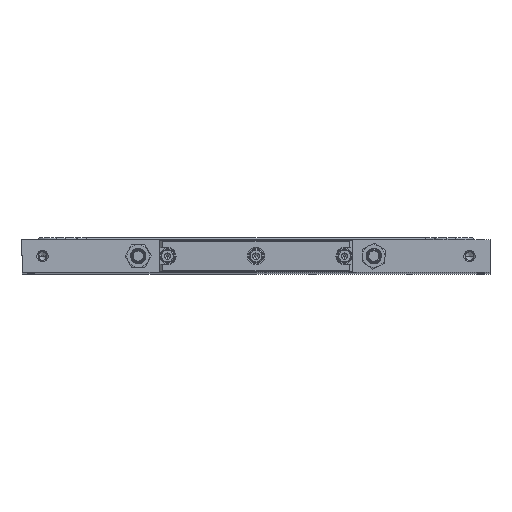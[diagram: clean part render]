
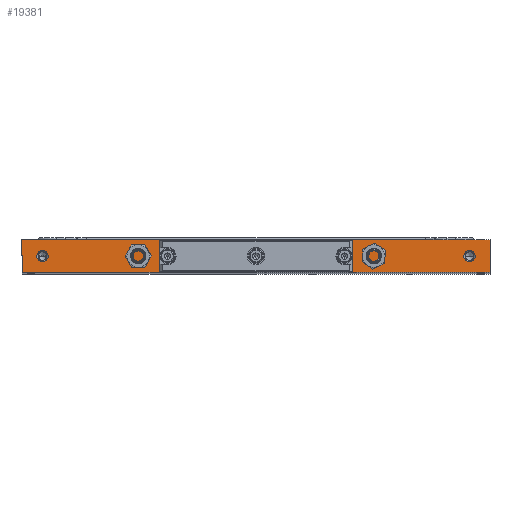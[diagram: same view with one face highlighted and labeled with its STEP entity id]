
A CAD part, top view. The second image highlights one B-rep face of the part: STEP entity #19381.
In plain terms, the highlighted planar face has unit normal (0, 0, 1).
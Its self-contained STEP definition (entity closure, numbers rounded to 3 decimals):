
#5118 = CARTESIAN_POINT ( 'NONE',  ( 228.5, 16., 0. ) ) ;
#5135 = DIRECTION ( 'NONE',  ( 1., 0., 0. ) ) ;
#5136 = DIRECTION ( 'NONE',  ( 0., 0., 1. ) ) ;
#5137 = CARTESIAN_POINT ( 'NONE',  ( 208.5, 0., 0. ) ) ;
#5138 = AXIS2_PLACEMENT_3D ( 'NONE', #5137, #5136, #5135 ) ;
#5139 = CIRCLE ( 'NONE', #5138, 5.5 ) ;
#5151 = CARTESIAN_POINT ( 'NONE',  ( -208.5, 0., 0. ) ) ;
#5152 = CARTESIAN_POINT ( 'NONE',  ( -214., 0., 0. ) ) ;
#5153 = CARTESIAN_POINT ( 'NONE',  ( -203., 0., 0. ) ) ;
#5154 = DIRECTION ( 'NONE',  ( 1., 0., 0. ) ) ;
#5155 = DIRECTION ( 'NONE',  ( 0., 0., 1. ) ) ;
#5156 = AXIS2_PLACEMENT_3D ( 'NONE', #5151, #5155, #5154 ) ;
#5157 = CIRCLE ( 'NONE', #5156, 5.5 ) ;
#5234 = CARTESIAN_POINT ( 'NONE',  ( 214., 0., 0. ) ) ;
#5280 = CARTESIAN_POINT ( 'NONE',  ( -228.5, 16., 0. ) ) ;
#5427 = LINE ( 'NONE', #5566, #5565 ) ;
#5564 = DIRECTION ( 'NONE',  ( 1., 0., 0. ) ) ;
#5565 = VECTOR ( 'NONE', #5564, 1000. ) ;
#5566 = CARTESIAN_POINT ( 'NONE',  ( -228.5, 16., 0. ) ) ;
#5606 = CARTESIAN_POINT ( 'NONE',  ( 203., 0., 0. ) ) ;
#10771 = DIRECTION ( 'NONE',  ( 0., -1., 0. ) ) ;
#10772 = VECTOR ( 'NONE', #10771, 1000. ) ;
#10773 = CARTESIAN_POINT ( 'NONE',  ( -228.5, -16.3, 0. ) ) ;
#10775 = LINE ( 'NONE', #10773, #10772 ) ;
#11046 = DIRECTION ( 'NONE',  ( 0., 0., 1. ) ) ;
#11047 = CARTESIAN_POINT ( 'NONE',  ( -208.5, 0., 0. ) ) ;
#11048 = AXIS2_PLACEMENT_3D ( 'NONE', #11047, #11046, #11078 ) ;
#11049 = CIRCLE ( 'NONE', #11048, 5.5 ) ;
#11050 = FACE_BOUND ( 'NONE', #19343, .T. ) ;
#11052 = DIRECTION ( 'NONE',  ( 1., 0., 0. ) ) ;
#11053 = DIRECTION ( 'NONE',  ( 0., 0., 1. ) ) ;
#11054 = CARTESIAN_POINT ( 'NONE',  ( 208.5, 0., 0. ) ) ;
#11055 = AXIS2_PLACEMENT_3D ( 'NONE', #11054, #11053, #11052 ) ;
#11064 = DIRECTION ( 'NONE',  ( -1., 0., 0. ) ) ;
#11066 = DIRECTION ( 'NONE',  ( 0., 0., -1. ) ) ;
#11067 = CARTESIAN_POINT ( 'NONE',  ( -272.941, -32.7, 0. ) ) ;
#11068 = AXIS2_PLACEMENT_3D ( 'NONE', #11067, #11066, #11064 ) ;
#11075 = PLANE ( 'NONE',  #11068 ) ;
#11076 = FACE_OUTER_BOUND ( 'NONE', #19378, .T. ) ;
#11077 = FACE_BOUND ( 'NONE', #19374, .T. ) ;
#11078 = DIRECTION ( 'NONE',  ( 1., 0., 0. ) ) ;
#11086 = DIRECTION ( 'NONE',  ( -1., 0., 0. ) ) ;
#11089 = VECTOR ( 'NONE', #11086, 1000. ) ;
#11090 = CARTESIAN_POINT ( 'NONE',  ( -228.5, -16., 0. ) ) ;
#11095 = CIRCLE ( 'NONE', #11055, 5.5 ) ;
#11109 = LINE ( 'NONE', #11090, #11089 ) ;
#11123 = LINE ( 'NONE', #11128, #11127 ) ;
#11125 = DIRECTION ( 'NONE',  ( 0., 1., 0. ) ) ;
#11127 = VECTOR ( 'NONE', #11125, 1000. ) ;
#11128 = CARTESIAN_POINT ( 'NONE',  ( 228.5, -16.3, 0. ) ) ;
#11361 = CARTESIAN_POINT ( 'NONE',  ( 228.5, -16., 0. ) ) ;
#11507 = CARTESIAN_POINT ( 'NONE',  ( -228.5, -16., 0. ) ) ;
#19343 = EDGE_LOOP ( 'NONE', ( #19382, #19373 ) ) ;
#19347 = EDGE_CURVE ( 'NONE', #24098, #19482, #10775, .T. ) ;
#19354 = ORIENTED_EDGE ( 'NONE', *, *, #19347, .T. ) ;
#19355 = ORIENTED_EDGE ( 'NONE', *, *, #19360, .F. ) ;
#19360 = EDGE_CURVE ( 'NONE', #19469, #19482, #11109, .T. ) ;
#19361 = ORIENTED_EDGE ( 'NONE', *, *, #19387, .T. ) ;
#19362 = ORIENTED_EDGE ( 'NONE', *, *, #24144, .F. ) ;
#19373 = ORIENTED_EDGE ( 'NONE', *, *, #24066, .F. ) ;
#19374 = EDGE_LOOP ( 'NONE', ( #19384, #19377 ) ) ;
#19376 = EDGE_CURVE ( 'NONE', #24112, #24150, #11095, .T. ) ;
#19377 = ORIENTED_EDGE ( 'NONE', *, *, #24089, .F. ) ;
#19378 = EDGE_LOOP ( 'NONE', ( #19354, #19355, #19361, #19362 ) ) ;
#19380 = EDGE_CURVE ( 'NONE', #24068, #24069, #11049, .T. ) ;
#19381 = ADVANCED_FACE ( 'NONE', ( #11050, #11077, #11076 ), #11075, .F. ) ;
#19382 = ORIENTED_EDGE ( 'NONE', *, *, #19380, .F. ) ;
#19384 = ORIENTED_EDGE ( 'NONE', *, *, #19376, .F. ) ;
#19387 = EDGE_CURVE ( 'NONE', #19469, #24094, #11123, .T. ) ;
#19469 = VERTEX_POINT ( 'NONE', #11361 ) ;
#19482 = VERTEX_POINT ( 'NONE', #11507 ) ;
#24066 = EDGE_CURVE ( 'NONE', #24069, #24068, #5157, .T. ) ;
#24068 = VERTEX_POINT ( 'NONE', #5153 ) ;
#24069 = VERTEX_POINT ( 'NONE', #5152 ) ;
#24089 = EDGE_CURVE ( 'NONE', #24150, #24112, #5139, .T. ) ;
#24094 = VERTEX_POINT ( 'NONE', #5118 ) ;
#24098 = VERTEX_POINT ( 'NONE', #5280 ) ;
#24112 = VERTEX_POINT ( 'NONE', #5234 ) ;
#24144 = EDGE_CURVE ( 'NONE', #24098, #24094, #5427, .T. ) ;
#24150 = VERTEX_POINT ( 'NONE', #5606 ) ;
